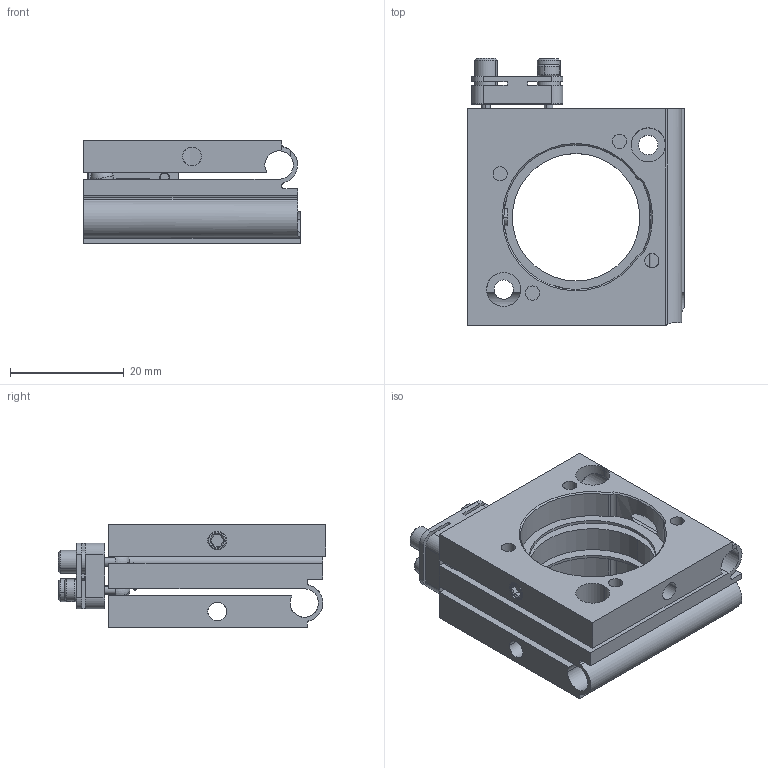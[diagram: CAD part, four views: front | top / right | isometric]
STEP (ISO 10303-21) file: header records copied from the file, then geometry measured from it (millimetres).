
FILE_DESCRIPTION (( 'STEP AP203' ), '1' );
FILE_NAME ('1.1.6.3_ZJR-1.0_标准挠性光学调整架，铝合金，用于φ1英寸光学元件，A.STEP', '2022-05-13T04:56:01', ( '' ), ( '' ), 'SwSTEP 2.0', 'SolidWorks 2021', '' );
FILE_SCHEMA (( 'CONFIG_CONTROL_DESIGN' ));
Length unit declared in the file: millimetre
Products named in the file (1): 1.1.6.3_ZJR-1.0_标准挠性光学调整架，铝合金，用于φ1英寸光学元件，A
Bounding box: 38.1 x 46.97 x 18 mm (x, y, z)
Surface area: 11937.9 mm2 (no closed solid volume)
Topology: 0 solids, 17 shells, 281 faces, 885 edges, 599 vertices
Faces by surface type: cylinder 118, plane 97, cone 51, torus 11, sphere 4
Entity records: 10643 total; most frequent: CARTESIAN_POINT 2779, DIRECTION 1627, ORIENTED_EDGE 1570, EDGE_CURVE 875, AXIS2_PLACEMENT_3D 614, VERTEX_POINT 593, LINE 399, VECTOR 399
